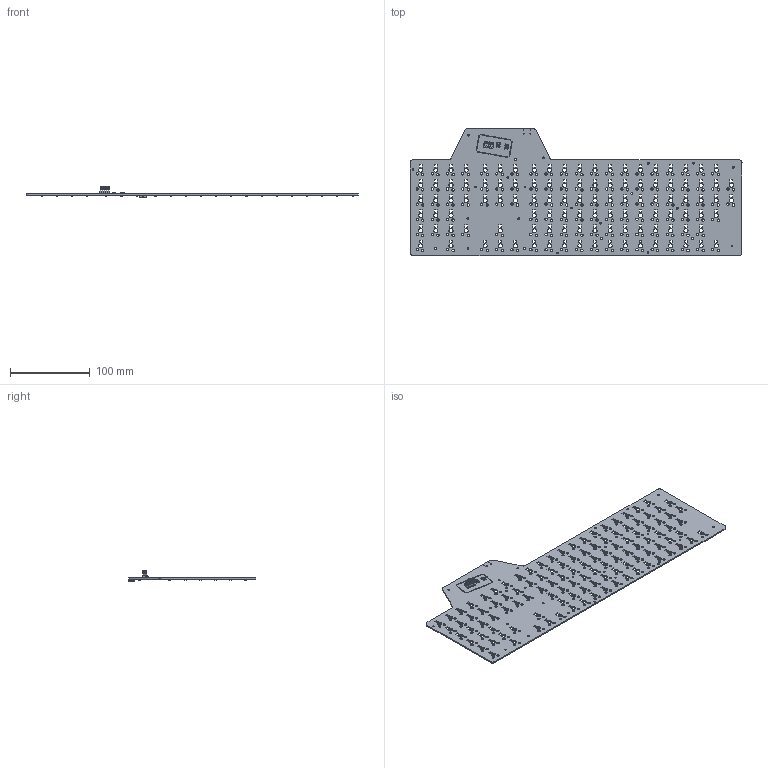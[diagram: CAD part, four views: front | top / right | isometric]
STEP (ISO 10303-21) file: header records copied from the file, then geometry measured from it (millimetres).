
FILE_DESCRIPTION(('KiCad electronic assembly'),'2;1');
FILE_NAME('ortho113.step','2024-09-03T19:05:28',('Pcbnew'),('Kicad'), 'Open CASCADE STEP processor 7.8','KiCad to STEP converter','Unknown' );
FILE_SCHEMA(('AUTOMOTIVE_DESIGN { 1 0 10303 214 1 1 1 1 }'));
Length unit declared in the file: millimetre
Products named in the file (18): ortho113 1; SW_SPST_TL3342; PinHeader_2x05_P2.54mm_Vertical_SMD; PinHeader_2x05_P254mm_Vertical_SMD; D_SOD-123; D_SOD_123; R_1812_4532Metric; C_0402_1005Metric; SOT-143; SOT_143; HRO  TYPE-C-31-M-12; HRO  TYPE-C-31-M-12 v4; Fuse_1206_3216Metric; ortho113_PCB
Assembly tree (131 placements, depth 3):
  ortho113 1
    SW_SPST_TL3342  x2
      SW_SPST_TL3342
    PinHeader_2x05_P2.54mm_Vertical_SMD
      PinHeader_2x05_P254mm_Vertical_SMD
    D_SOD-123  x113
      D_SOD_123
    R_1812_4532Metric  x2
      R_1812_4532Metric
    C_0402_1005Metric
      C_0402_1005Metric
    SOT-143
      SOT_143
    HRO  TYPE-C-31-M-12
      HRO  TYPE-C-31-M-12 v4
    Fuse_1206_3216Metric
      Fuse_1206_3216Metric
    ortho113_PCB
Bounding box: 417.31 x 160.15 x 14.21 mm (x, y, z)
Volume: 79093.9 mm3; surface area: 112500.3 mm2
Topology: 123 solids, 125 shells, 9450 faces, 22863 edges, 13816 vertices
Faces by surface type: plane 4937, bspline 2998, cylinder 1503, cone 10, torus 2
Full cylindrical faces by diameter (mm): 0.5 x2, 0.65 x2, 0.8 x60, 2 x2, 2.2 x24, 3 x226, 5.25 x113
Entity records: 63858 total; most frequent: CARTESIAN_POINT 10944, ORIENTED_EDGE 9612, DIRECTION 9422, EDGE_CURVE 4806, LINE 3544, VECTOR 3544, VERTEX_POINT 3133, AXIS2_PLACEMENT_3D 2939
